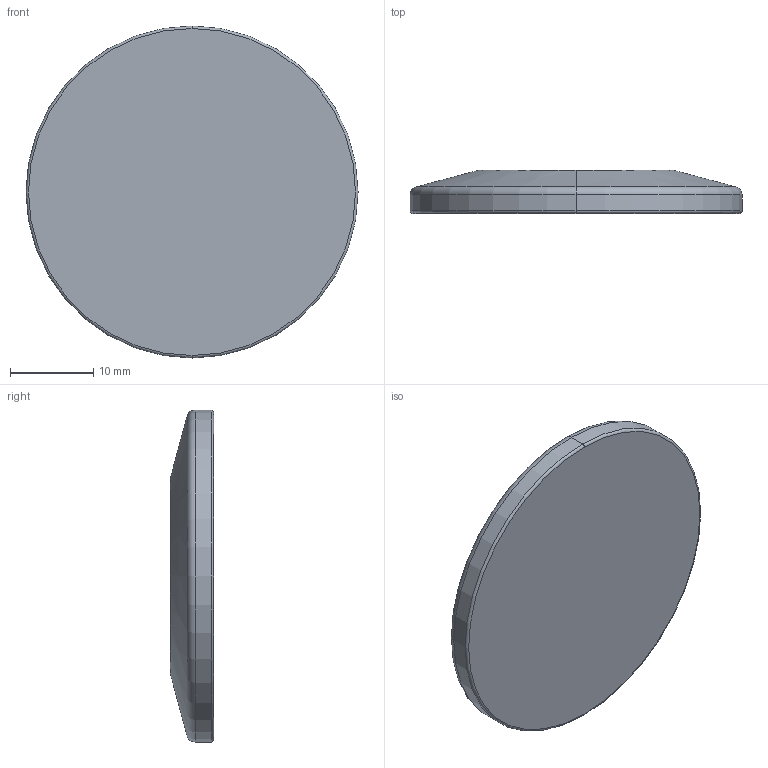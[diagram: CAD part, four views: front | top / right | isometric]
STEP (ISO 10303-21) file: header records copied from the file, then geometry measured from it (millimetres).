
FILE_DESCRIPTION (( 'STEP AP214' ), '1' );
FILE_NAME ('Hositrad_KF25B-GQ.STEP', '2017-03-23T10:34:42', ( 'Gebruiker' ), ( '' ), 'SwSTEP 2.0', 'SolidWorks 2017', '' );
FILE_SCHEMA (( 'AUTOMOTIVE_DESIGN' ));
Length unit declared in the file: millimetre
Products named in the file (1): Hositrad_KF25B-GQ
Bounding box: 40 x 5.2 x 40 mm (x, y, z)
Volume: 5538.4 mm3; surface area: 2874.2 mm2
Topology: 1 solids, 1 shells, 10 faces, 18 edges, 10 vertices
Faces by surface type: torus 4, cone 2, cylinder 2, plane 2
Entity records: 282 total; most frequent: DIRECTION 54, CARTESIAN_POINT 39, ORIENTED_EDGE 36, AXIS2_PLACEMENT_3D 25, EDGE_CURVE 18, CIRCLE 14, ADVANCED_FACE 10, FACE_OUTER_BOUND 10
